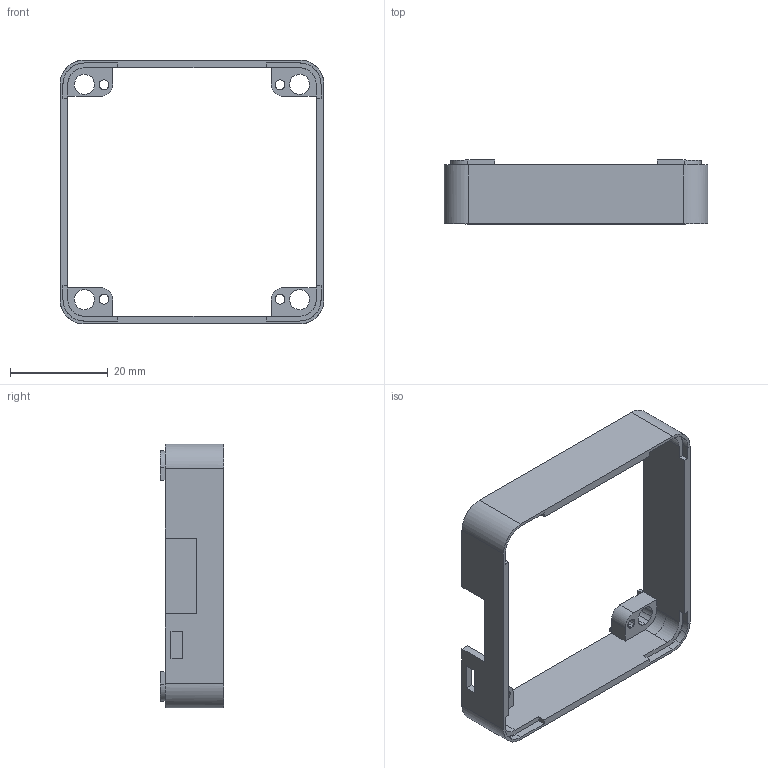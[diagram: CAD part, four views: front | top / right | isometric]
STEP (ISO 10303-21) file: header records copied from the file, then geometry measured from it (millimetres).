
FILE_DESCRIPTION(/* description */ (''),/* implementation_level */ '2;1');
FILE_NAME(/* name */ 'HOST_sw_akizuki_spacer_12.step',/* time_stamp */ '2018-10-14T19:24:21+09:00',/* author */ ('tomorrow56'),/* organization */ (''),/* preprocessor_version */ 'ST-DEVELOPER v17.2',/* originating_system */ 'Autodesk Translation Framework v7.6.0.251',/* authorisation */ '');
FILE_SCHEMA (('AUTOMOTIVE_DESIGN { 1 0 10303 214 3 1 1 }'));
Length unit declared in the file: millimetre
Products named in the file (1): HOST_sw_akizuki_spacer_12.0mm_7mm v1
Bounding box: 54 x 13 x 54 mm (x, y, z)
Volume: 4172.1 mm3; surface area: 6033.9 mm2
Topology: 1 solids, 1 shells, 236 faces, 688 edges, 456 vertices
Faces by surface type: bspline 138, plane 90, cylinder 8
Entity records: 10125 total; most frequent: CARTESIAN_POINT 4720, ORIENTED_EDGE 1376, EDGE_CURVE 688, DIRECTION 640, VERTEX_POINT 456, LINE 410, VECTOR 410, B_SPLINE_CURVE_WITH_KNOTS 262
